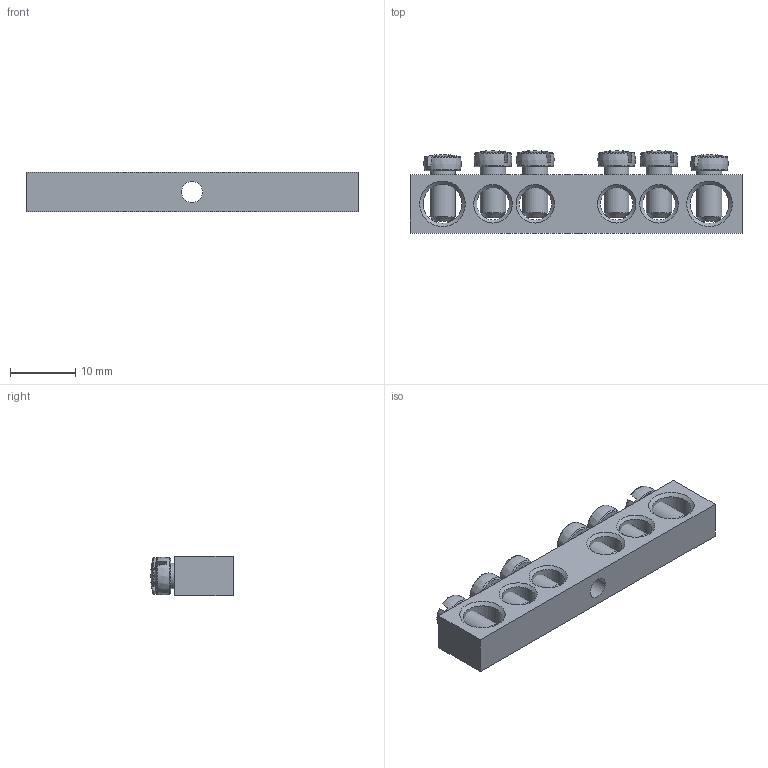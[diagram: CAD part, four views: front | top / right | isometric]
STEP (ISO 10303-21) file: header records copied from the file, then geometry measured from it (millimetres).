
FILE_DESCRIPTION(/* description */ (''),/* implementation_level */ '2;1');
FILE_NAME(/* name */ '6х9-6_1.stp',/* time_stamp */ '2021-04-12T22:40:06+03:00',/* author */ ('Admin'),/* organization */ (''),/* preprocessor_version */ 'ST-DEVELOPER v15.6',/* originating_system */ 'Autodesk Inventor 2015',/* authorisation */ '');
FILE_SCHEMA (('AUTOMOTIVE_DESIGN { 1 0 10303 214 3 1 1 }'));
Length unit declared in the file: millimetre
Products named in the file (3): 6х9-6_1; Винт M4x8; -ноль) X_1
Assembly tree (7 placements, depth 2):
  -ноль) X_1
    6х9-6_1
    Винт M4x8  x6
Bounding box: 51 x 12.65 x 6 mm (x, y, z)
Volume: 2555.3 mm3; surface area: 3244.5 mm2
Topology: 7 solids, 7 shells, 181 faces, 476 edges, 315 vertices
Faces by surface type: plane 96, cone 30, cylinder 19, torus 18, sphere 12, bspline 6
Full cylindrical faces by diameter (mm): 3.242 x7, 3.9 x6, 5 x4, 6 x2
Entity records: 1993 total; most frequent: CARTESIAN_POINT 557, DIRECTION 290, ORIENTED_EDGE 224, AXIS2_PLACEMENT_3D 128, EDGE_CURVE 112, EDGE_LOOP 111, VERTEX_POINT 89, CIRCLE 63
